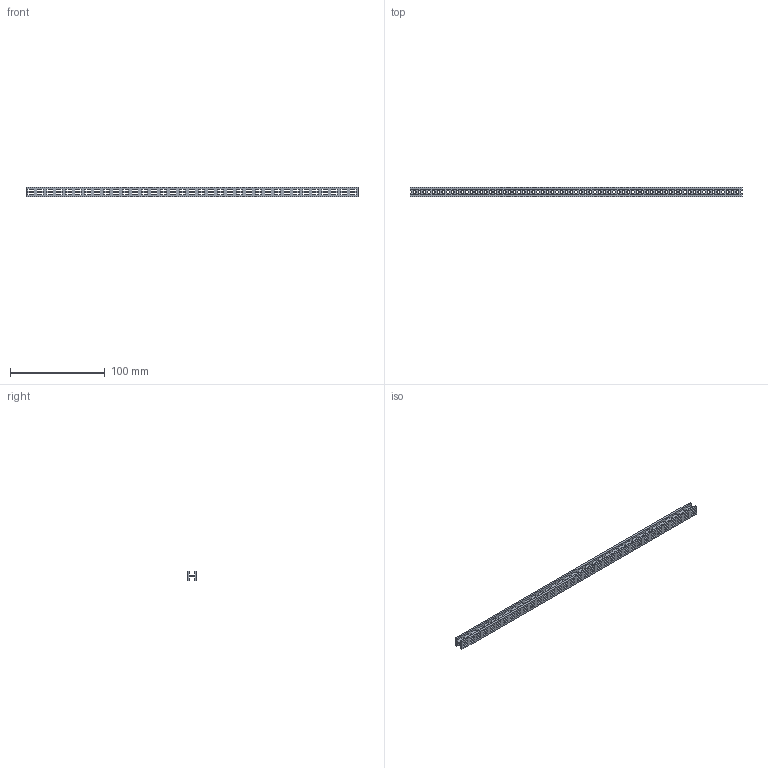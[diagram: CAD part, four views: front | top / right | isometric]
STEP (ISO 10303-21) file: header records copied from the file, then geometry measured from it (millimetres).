
FILE_DESCRIPTION (( 'STEP AP203' ), '1' );
FILE_NAME ('Beam 350.STEP', '2017-02-03T08:57:11', ( '' ), ( '' ), 'SwSTEP 2.0', 'SolidWorks 2015', '' );
FILE_SCHEMA (( 'CONFIG_CONTROL_DESIGN' ));
Length unit declared in the file: millimetre
Products named in the file (1): Beam 350
Bounding box: 350 x 10 x 10 mm (x, y, z)
Volume: 13850.4 mm3; surface area: 21141.9 mm2
Topology: 1 solids, 1 shells, 577 faces, 2145 edges, 1430 vertices
Faces by surface type: plane 436, cylinder 141
Entity records: 23414 total; most frequent: ORIENTED_EDGE 4290, CARTESIAN_POINT 4153, DIRECTION 3583, EDGE_CURVE 2145, VECTOR 1863, LINE 1863, VERTEX_POINT 1430, AXIS2_PLACEMENT_3D 860
